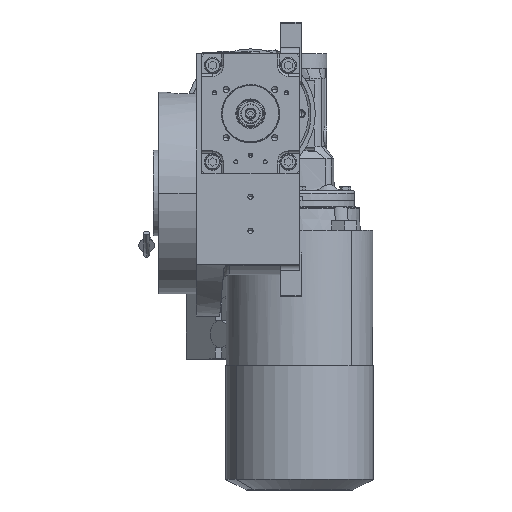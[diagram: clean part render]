
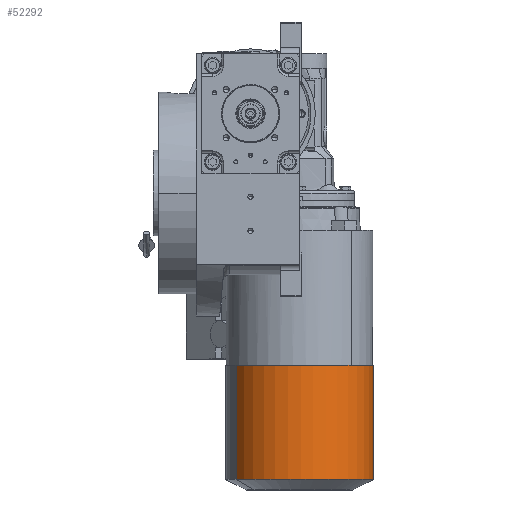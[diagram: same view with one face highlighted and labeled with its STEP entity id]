
A CAD part, left-side view. The second image highlights one B-rep face of the part: STEP entity #52292.
In plain terms, the highlighted cylindrical face has radius 60.5 mm (diameter 121 mm), a partial arc.
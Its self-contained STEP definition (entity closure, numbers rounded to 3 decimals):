
#6592 = EDGE_CURVE ( 'NONE', #100370, #56588, #64314, .T. ) ;
#7753 = DIRECTION ( 'NONE',  ( 0., -0.242, -0.97 ) ) ;
#7948 = DIRECTION ( 'NONE',  ( 1., 0., 0. ) ) ;
#11197 = EDGE_LOOP ( 'NONE', ( #54046, #36437, #49267, #94040 ) ) ;
#13599 = CIRCLE ( 'NONE', #90868, 60.5 ) ;
#17045 = DIRECTION ( 'NONE',  ( -1., 0., 0. ) ) ;
#20136 = LINE ( 'NONE', #85338, #95161 ) ;
#25997 = CYLINDRICAL_SURFACE ( 'NONE', #115705, 60.5 ) ;
#31317 = DIRECTION ( 'NONE',  ( -1., 0., 0. ) ) ;
#32141 = DIRECTION ( 'NONE',  ( 1., 0., 0. ) ) ;
#35896 = CARTESIAN_POINT ( 'NONE',  ( -64.811, -6.286, 0. ) ) ;
#36437 = ORIENTED_EDGE ( 'NONE', *, *, #93323, .T. ) ;
#41687 = VECTOR ( 'NONE', #32141, 1000. ) ;
#42703 = CARTESIAN_POINT ( 'NONE',  ( -158.212, -20.922, -58.703 ) ) ;
#44725 = VERTEX_POINT ( 'NONE', #84039 ) ;
#49267 = ORIENTED_EDGE ( 'NONE', *, *, #76622, .F. ) ;
#52292 = ADVANCED_FACE ( 'NONE', ( #110363 ), #25997, .T. ) ;
#54046 = ORIENTED_EDGE ( 'NONE', *, *, #6592, .F. ) ;
#55189 = VERTEX_POINT ( 'NONE', #61148 ) ;
#56588 = VERTEX_POINT ( 'NONE', #103314 ) ;
#61148 = CARTESIAN_POINT ( 'NONE',  ( -158.212, 8.35, 58.703 ) ) ;
#64314 = CIRCLE ( 'NONE', #90079, 60.5 ) ;
#65644 = DIRECTION ( 'NONE',  ( -1., 0., 0. ) ) ;
#67960 = CARTESIAN_POINT ( 'NONE',  ( -64.811, 8.35, 58.703 ) ) ;
#72458 = LINE ( 'NONE', #42703, #41687 ) ;
#73743 = DIRECTION ( 'NONE',  ( 0., 0.242, 0.97 ) ) ;
#75971 = EDGE_CURVE ( 'NONE', #44725, #56588, #72458, .T. ) ;
#76622 = EDGE_CURVE ( 'NONE', #44725, #55189, #13599, .T. ) ;
#84039 = CARTESIAN_POINT ( 'NONE',  ( -158.212, -20.922, -58.703 ) ) ;
#85338 = CARTESIAN_POINT ( 'NONE',  ( -64.811, 8.35, 58.703 ) ) ;
#90079 = AXIS2_PLACEMENT_3D ( 'NONE', #35896, #7948, #73743 ) ;
#90868 = AXIS2_PLACEMENT_3D ( 'NONE', #111977, #17045, #7753 ) ;
#93323 = EDGE_CURVE ( 'NONE', #100370, #55189, #20136, .T. ) ;
#94040 = ORIENTED_EDGE ( 'NONE', *, *, #75971, .T. ) ;
#95161 = VECTOR ( 'NONE', #31317, 1000. ) ;
#100370 = VERTEX_POINT ( 'NONE', #67960 ) ;
#103314 = CARTESIAN_POINT ( 'NONE',  ( -64.811, -20.922, -58.703 ) ) ;
#110363 = FACE_OUTER_BOUND ( 'NONE', #11197, .T. ) ;
#111575 = DIRECTION ( 'NONE',  ( 0., 0.242, 0.97 ) ) ;
#111977 = CARTESIAN_POINT ( 'NONE',  ( -158.212, -6.286, 0. ) ) ;
#115705 = AXIS2_PLACEMENT_3D ( 'NONE', #122727, #65644, #111575 ) ;
#122727 = CARTESIAN_POINT ( 'NONE',  ( -26.951, -6.286, 0. ) ) ;
